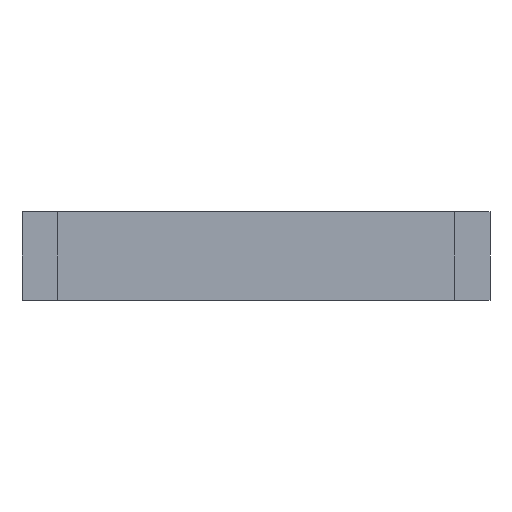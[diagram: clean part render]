
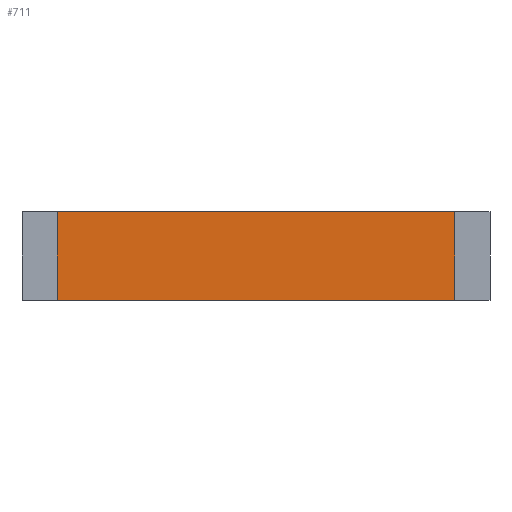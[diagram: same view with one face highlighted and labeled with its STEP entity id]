
A CAD part, front view. The second image highlights one B-rep face of the part: STEP entity #711.
In plain terms, the highlighted planar face has unit normal (0, -1, 0).
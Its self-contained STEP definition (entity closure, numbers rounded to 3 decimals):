
#20 = DIRECTION ( 'NONE',  ( 0., 0., -1. ) ) ;
#24 = EDGE_CURVE ( 'NONE', #795, #652, #584, .T. ) ;
#31 = DIRECTION ( 'NONE',  ( 1., 0., 0. ) ) ;
#43 = CARTESIAN_POINT ( 'NONE',  ( 0., 0., 7.5 ) ) ;
#51 = ORIENTED_EDGE ( 'NONE', *, *, #663, .T. ) ;
#52 = CARTESIAN_POINT ( 'NONE',  ( 0., 0., 7.5 ) ) ;
#132 = VERTEX_POINT ( 'NONE', #852 ) ;
#193 = VECTOR ( 'NONE', #20, 1000. ) ;
#202 = EDGE_CURVE ( 'NONE', #795, #132, #519, .T. ) ;
#221 = CARTESIAN_POINT ( 'NONE',  ( 33.7, 0., 7.5 ) ) ;
#248 = PLANE ( 'NONE',  #426 ) ;
#281 = ORIENTED_EDGE ( 'NONE', *, *, #560, .F. ) ;
#389 = DIRECTION ( 'NONE',  ( 0., 0., -1. ) ) ;
#410 = VECTOR ( 'NONE', #389, 1000. ) ;
#411 = CARTESIAN_POINT ( 'NONE',  ( 0., 0., 7.5 ) ) ;
#412 = ORIENTED_EDGE ( 'NONE', *, *, #24, .T. ) ;
#426 = AXIS2_PLACEMENT_3D ( 'NONE', #52, #515, #779 ) ;
#505 = FACE_OUTER_BOUND ( 'NONE', #596, .T. ) ;
#515 = DIRECTION ( 'NONE',  ( 0., 1., 0. ) ) ;
#519 = LINE ( 'NONE', #411, #856 ) ;
#555 = VECTOR ( 'NONE', #31, 1000. ) ;
#560 = EDGE_CURVE ( 'NONE', #132, #735, #792, .T. ) ;
#584 = LINE ( 'NONE', #780, #410 ) ;
#596 = EDGE_LOOP ( 'NONE', ( #51, #281, #775, #412 ) ) ;
#637 = CARTESIAN_POINT ( 'NONE',  ( 33.7, 0., 0. ) ) ;
#652 = VERTEX_POINT ( 'NONE', #762 ) ;
#663 = EDGE_CURVE ( 'NONE', #652, #735, #822, .T. ) ;
#667 = DIRECTION ( 'NONE',  ( 1., 0., 0. ) ) ;
#700 = CARTESIAN_POINT ( 'NONE',  ( 0., 0., 0. ) ) ;
#711 = ADVANCED_FACE ( 'NONE', ( #505 ), #248, .F. ) ;
#735 = VERTEX_POINT ( 'NONE', #637 ) ;
#762 = CARTESIAN_POINT ( 'NONE',  ( 0., 0., 0. ) ) ;
#775 = ORIENTED_EDGE ( 'NONE', *, *, #202, .F. ) ;
#779 = DIRECTION ( 'NONE',  ( 0., 0., 1. ) ) ;
#780 = CARTESIAN_POINT ( 'NONE',  ( 0., 0., 7.5 ) ) ;
#792 = LINE ( 'NONE', #221, #193 ) ;
#795 = VERTEX_POINT ( 'NONE', #43 ) ;
#822 = LINE ( 'NONE', #700, #555 ) ;
#852 = CARTESIAN_POINT ( 'NONE',  ( 33.7, 0., 7.5 ) ) ;
#856 = VECTOR ( 'NONE', #667, 1000. ) ;
